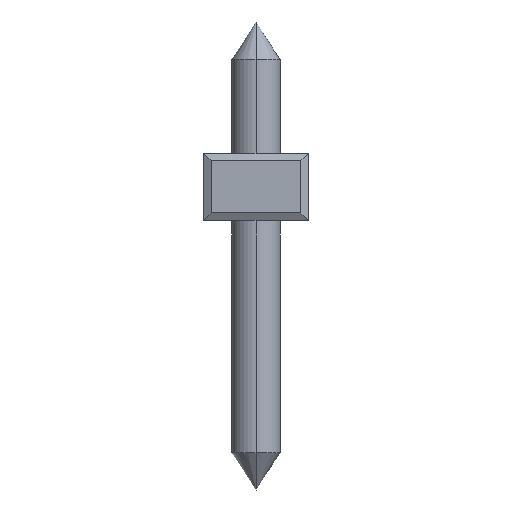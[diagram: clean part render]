
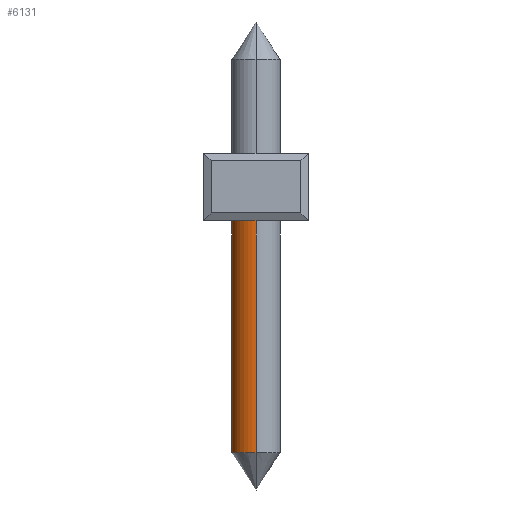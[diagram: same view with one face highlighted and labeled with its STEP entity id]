
A CAD part, front view. The second image highlights one B-rep face of the part: STEP entity #6131.
In plain terms, the highlighted cylindrical face has radius 0.65 mm (diameter 1.3 mm), a partial arc.
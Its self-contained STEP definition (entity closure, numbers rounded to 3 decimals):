
#1669=CARTESIAN_POINT('',(1.4,-52.5,0.2));
#1670=DIRECTION('',(0.,0.,1.));
#1671=DIRECTION('',(0.,1.,0.));
#1672=AXIS2_PLACEMENT_3D('',#1669,#1670,#1671);
#1679=CARTESIAN_POINT('',(1.4,-52.5,-6.2));
#1680=DIRECTION('',(0.,0.,1.));
#1681=DIRECTION('',(0.,1.,0.));
#1682=AXIS2_PLACEMENT_3D('',#1679,#1680,#1681);
#1684=DIRECTION('',(0.,0.,1.));
#1685=VECTOR('',#1684,6.4);
#1686=CARTESIAN_POINT('',(1.4,-51.85,-6.2));
#1687=LINE('',#1686,#1685);
#1693=DIRECTION('',(0.,0.,1.));
#1694=VECTOR('',#1693,6.4);
#1695=CARTESIAN_POINT('',(1.4,-53.15,-6.2));
#1696=LINE('',#1695,#1694);
#4194=CARTESIAN_POINT('',(1.4,-51.85,-6.2));
#4196=VERTEX_POINT('',#4194);
#4201=CARTESIAN_POINT('',(1.4,-53.15,-6.2));
#4202=VERTEX_POINT('',#4201);
#4205=CARTESIAN_POINT('',(1.4,-51.85,0.2));
#4206=CARTESIAN_POINT('',(1.4,-53.15,0.2));
#4207=VERTEX_POINT('',#4205);
#4208=VERTEX_POINT('',#4206);
#6117=CARTESIAN_POINT('',(1.4,-52.5,-7.825));
#6118=DIRECTION('',(0.,0.,1.));
#6119=DIRECTION('',(0.,1.,0.));
#6120=AXIS2_PLACEMENT_3D('',#6117,#6118,#6119);
#6121=CYLINDRICAL_SURFACE('',#6120,0.65);
#6122=ORIENTED_EDGE('',*,*,#6098,.T.);
#6124=ORIENTED_EDGE('',*,*,#6123,.F.);
#6126=ORIENTED_EDGE('',*,*,#6125,.F.);
#6128=ORIENTED_EDGE('',*,*,#6127,.T.);
#6129=EDGE_LOOP('',(#6122,#6124,#6126,#6128));
#6130=FACE_OUTER_BOUND('',#6129,.F.);
#6131=ADVANCED_FACE('',(#6130),#6121,.T.);
#1673=CIRCLE('',#1672,0.65);
#1683=CIRCLE('',#1682,0.65);
#6098=EDGE_CURVE('',#4207,#4208,#1673,.T.);
#6123=EDGE_CURVE('',#4202,#4208,#1696,.T.);
#6125=EDGE_CURVE('',#4196,#4202,#1683,.T.);
#6127=EDGE_CURVE('',#4196,#4207,#1687,.T.);
